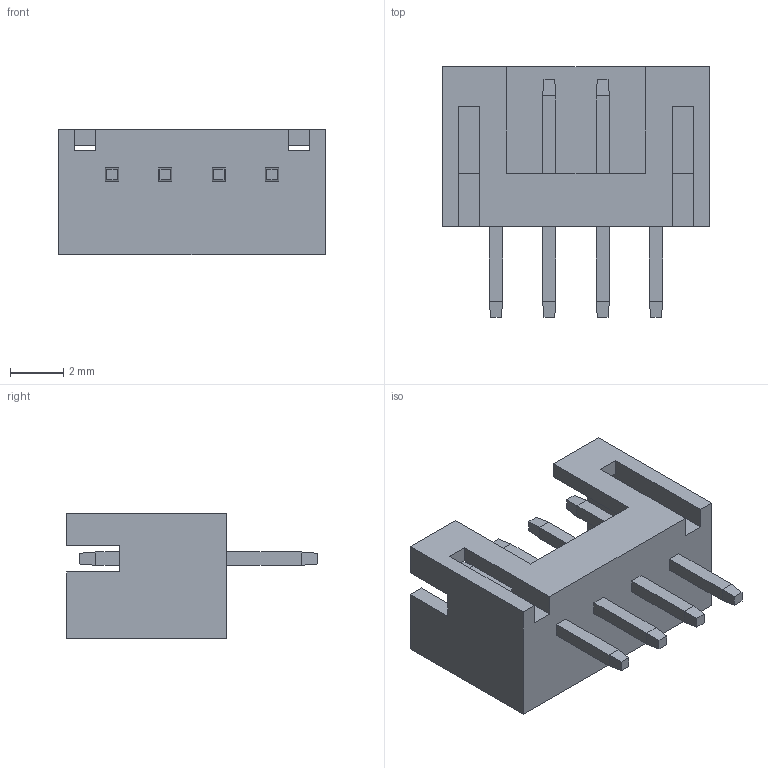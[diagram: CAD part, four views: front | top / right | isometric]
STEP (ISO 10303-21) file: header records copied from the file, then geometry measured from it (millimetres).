
FILE_DESCRIPTION (( 'STEP AP214' ), '1' );
FILE_NAME ('PH2.0-4p.STEP', '2022-11-30T11:39:15', ( '' ), ( '' ), 'SwSTEP 2.0', 'SolidWorks 2022', '' );
FILE_SCHEMA (( 'AUTOMOTIVE_DESIGN' ));
Length unit declared in the file: millimetre
Products named in the file (1): PH2.0-4p
Bounding box: 10 x 9.4 x 4.7 mm (x, y, z)
Volume: 130.2 mm3; surface area: 407.2 mm2
Topology: 1 solids, 1 shells, 102 faces, 256 edges, 160 vertices
Faces by surface type: plane 102
Entity records: 3778 total; most frequent: CARTESIAN_POINT 519, ORIENTED_EDGE 512, DIRECTION 462, EDGE_CURVE 256, VECTOR 256, LINE 256, VERTEX_POINT 160, EDGE_LOOP 110
